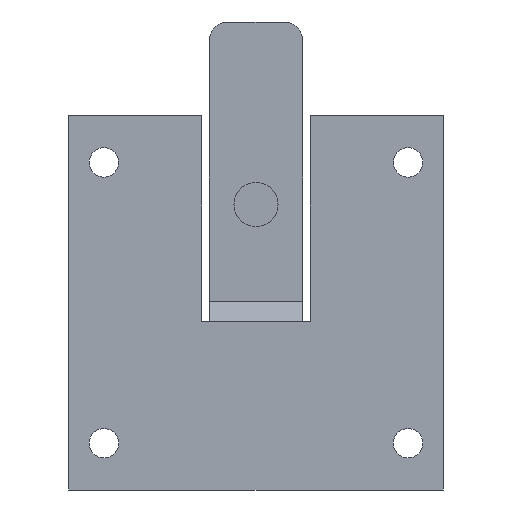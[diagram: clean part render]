
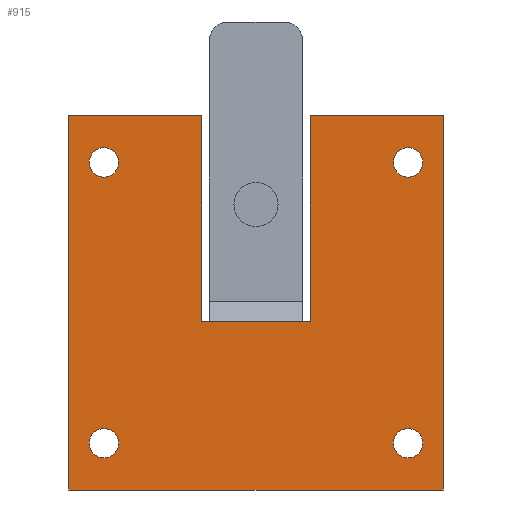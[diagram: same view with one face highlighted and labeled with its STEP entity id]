
A CAD part, front view. The second image highlights one B-rep face of the part: STEP entity #915.
In plain terms, the highlighted planar face has unit normal (0, -1, 0).
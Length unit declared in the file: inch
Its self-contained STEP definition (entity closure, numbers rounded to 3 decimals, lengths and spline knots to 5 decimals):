
#5 = VECTOR ( 'NONE', #226, 39.37008 ) ;
#9 = LINE ( 'NONE', #383, #1142 ) ;
#10 = ORIENTED_EDGE ( 'NONE', *, *, #775, .T. ) ;
#40 = DIRECTION ( 'NONE',  ( 0., 0., -1. ) ) ;
#42 = LINE ( 'NONE', #411, #5 ) ;
#44 = CARTESIAN_POINT ( 'NONE',  ( 0.8125, -0.2, 0.67126 ) ) ;
#55 = CARTESIAN_POINT ( 'NONE',  ( 1., -0.2, 1. ) ) ;
#57 = AXIS2_PLACEMENT_3D ( 'NONE', #710, #539, #604 ) ;
#65 = CARTESIAN_POINT ( 'NONE',  ( 0., -0.2, 0. ) ) ;
#83 = AXIS2_PLACEMENT_3D ( 'NONE', #986, #536, #527 ) ;
#85 = ORIENTED_EDGE ( 'NONE', *, *, #793, .F. ) ;
#96 = CARTESIAN_POINT ( 'NONE',  ( -0.8125, -0.2, -0.82874 ) ) ;
#97 = AXIS2_PLACEMENT_3D ( 'NONE', #1082, #1155, #351 ) ;
#99 = EDGE_LOOP ( 'NONE', ( #388, #703 ) ) ;
#103 = CARTESIAN_POINT ( 'NONE',  ( 0.28937, -0.2, 1. ) ) ;
#135 = DIRECTION ( 'NONE',  ( 0., -1., 0. ) ) ;
#140 = AXIS2_PLACEMENT_3D ( 'NONE', #1017, #1001, #914 ) ;
#153 = VERTEX_POINT ( 'NONE', #243 ) ;
#164 = CARTESIAN_POINT ( 'NONE',  ( 0.8125, -0.2, 0.82874 ) ) ;
#166 = VERTEX_POINT ( 'NONE', #1030 ) ;
#168 = VERTEX_POINT ( 'NONE', #860 ) ;
#179 = EDGE_CURVE ( 'NONE', #810, #709, #540, .T. ) ;
#181 = VERTEX_POINT ( 'NONE', #55 ) ;
#184 = ORIENTED_EDGE ( 'NONE', *, *, #898, .T. ) ;
#189 = EDGE_LOOP ( 'NONE', ( #848, #405, #1012, #389, #184, #319, #10, #1164 ) ) ;
#198 = CIRCLE ( 'NONE', #97, 0.07874 ) ;
#226 = DIRECTION ( 'NONE',  ( -1., 0., 0. ) ) ;
#243 = CARTESIAN_POINT ( 'NONE',  ( 1., -0.2, -1. ) ) ;
#256 = FACE_OUTER_BOUND ( 'NONE', #189, .T. ) ;
#272 = VECTOR ( 'NONE', #282, 39.37008 ) ;
#273 = VECTOR ( 'NONE', #420, 39.37008 ) ;
#282 = DIRECTION ( 'NONE',  ( 0., 0., 1. ) ) ;
#287 = VERTEX_POINT ( 'NONE', #535 ) ;
#294 = ORIENTED_EDGE ( 'NONE', *, *, #1047, .F. ) ;
#312 = EDGE_CURVE ( 'NONE', #749, #626, #198, .T. ) ;
#319 = ORIENTED_EDGE ( 'NONE', *, *, #968, .T. ) ;
#323 = FACE_BOUND ( 'NONE', #453, .T. ) ;
#324 = VERTEX_POINT ( 'NONE', #1008 ) ;
#329 = DIRECTION ( 'NONE',  ( 0., 1., 0. ) ) ;
#337 = EDGE_CURVE ( 'NONE', #672, #560, #863, .T. ) ;
#342 = EDGE_LOOP ( 'NONE', ( #771, #85 ) ) ;
#351 = DIRECTION ( 'NONE',  ( 0., 0., -1. ) ) ;
#353 = CIRCLE ( 'NONE', #507, 0.07874 ) ;
#354 = VECTOR ( 'NONE', #443, 39.37008 ) ;
#355 = LINE ( 'NONE', #602, #354 ) ;
#364 = CARTESIAN_POINT ( 'NONE',  ( 0.8125, -0.2, -0.82874 ) ) ;
#378 = LINE ( 'NONE', #839, #272 ) ;
#381 = EDGE_CURVE ( 'NONE', #287, #480, #378, .T. ) ;
#383 = CARTESIAN_POINT ( 'NONE',  ( 1., -0.2, -1. ) ) ;
#388 = ORIENTED_EDGE ( 'NONE', *, *, #835, .F. ) ;
#389 = ORIENTED_EDGE ( 'NONE', *, *, #496, .T. ) ;
#405 = ORIENTED_EDGE ( 'NONE', *, *, #816, .T. ) ;
#411 = CARTESIAN_POINT ( 'NONE',  ( 0.28937, -0.2, -0.1 ) ) ;
#418 = CARTESIAN_POINT ( 'NONE',  ( -0.28937, -0.2, 1. ) ) ;
#420 = DIRECTION ( 'NONE',  ( 0., 0., -1. ) ) ;
#439 = DIRECTION ( 'NONE',  ( 1., 0., 0. ) ) ;
#443 = DIRECTION ( 'NONE',  ( -1., 0., 0. ) ) ;
#453 = EDGE_LOOP ( 'NONE', ( #977, #294 ) ) ;
#480 = VERTEX_POINT ( 'NONE', #499 ) ;
#496 = EDGE_CURVE ( 'NONE', #480, #166, #595, .T. ) ;
#499 = CARTESIAN_POINT ( 'NONE',  ( -0.28937, -0.2, 1. ) ) ;
#501 = VECTOR ( 'NONE', #667, 39.37008 ) ;
#507 = AXIS2_PLACEMENT_3D ( 'NONE', #1016, #1110, #1011 ) ;
#525 = AXIS2_PLACEMENT_3D ( 'NONE', #880, #1036, #40 ) ;
#527 = DIRECTION ( 'NONE',  ( 0., 0., -1. ) ) ;
#535 = CARTESIAN_POINT ( 'NONE',  ( -0.28937, -0.2, -0.1 ) ) ;
#536 = DIRECTION ( 'NONE',  ( 0., -1., 0. ) ) ;
#539 = DIRECTION ( 'NONE',  ( 0., -1., 0. ) ) ;
#540 = CIRCLE ( 'NONE', #525, 0.07874 ) ;
#544 = EDGE_CURVE ( 'NONE', #626, #749, #748, .T. ) ;
#549 = ORIENTED_EDGE ( 'NONE', *, *, #312, .F. ) ;
#560 = VERTEX_POINT ( 'NONE', #44 ) ;
#591 = LINE ( 'NONE', #872, #273 ) ;
#595 = LINE ( 'NONE', #418, #501 ) ;
#602 = CARTESIAN_POINT ( 'NONE',  ( 1., -0.2, 1. ) ) ;
#604 = DIRECTION ( 'NONE',  ( 0., 0., -1. ) ) ;
#607 = AXIS2_PLACEMENT_3D ( 'NONE', #1053, #761, #766 ) ;
#626 = VERTEX_POINT ( 'NONE', #1058 ) ;
#638 = CARTESIAN_POINT ( 'NONE',  ( 0.28937, -0.2, 1. ) ) ;
#667 = DIRECTION ( 'NONE',  ( -1., 0., 0. ) ) ;
#672 = VERTEX_POINT ( 'NONE', #164 ) ;
#674 = CIRCLE ( 'NONE', #753, 0.07874 ) ;
#678 = FACE_BOUND ( 'NONE', #990, .T. ) ;
#699 = EDGE_CURVE ( 'NONE', #1042, #1062, #751, .T. ) ;
#703 = ORIENTED_EDGE ( 'NONE', *, *, #699, .F. ) ;
#709 = VERTEX_POINT ( 'NONE', #364 ) ;
#710 = CARTESIAN_POINT ( 'NONE',  ( -0.8125, -0.2, 0.75 ) ) ;
#715 = CARTESIAN_POINT ( 'NONE',  ( -0.8125, -0.2, 0.82874 ) ) ;
#730 = VECTOR ( 'NONE', #731, 39.37008 ) ;
#731 = DIRECTION ( 'NONE',  ( 0., 0., -1. ) ) ;
#741 = DIRECTION ( 'NONE',  ( 0., 0., 1. ) ) ;
#748 = CIRCLE ( 'NONE', #607, 0.07874 ) ;
#749 = VERTEX_POINT ( 'NONE', #96 ) ;
#751 = CIRCLE ( 'NONE', #57, 0.07874 ) ;
#753 = AXIS2_PLACEMENT_3D ( 'NONE', #851, #135, #864 ) ;
#761 = DIRECTION ( 'NONE',  ( 0., -1., 0. ) ) ;
#765 = VERTEX_POINT ( 'NONE', #103 ) ;
#766 = DIRECTION ( 'NONE',  ( 0., 0., -1. ) ) ;
#771 = ORIENTED_EDGE ( 'NONE', *, *, #179, .F. ) ;
#775 = EDGE_CURVE ( 'NONE', #153, #181, #9, .T. ) ;
#786 = DIRECTION ( 'NONE',  ( 1., 0., 0. ) ) ;
#793 = EDGE_CURVE ( 'NONE', #709, #810, #353, .T. ) ;
#810 = VERTEX_POINT ( 'NONE', #933 ) ;
#816 = EDGE_CURVE ( 'NONE', #324, #287, #42, .T. ) ;
#835 = EDGE_CURVE ( 'NONE', #1062, #1042, #674, .T. ) ;
#839 = CARTESIAN_POINT ( 'NONE',  ( -0.28937, -0.2, -0.1 ) ) ;
#848 = ORIENTED_EDGE ( 'NONE', *, *, #1119, .T. ) ;
#851 = CARTESIAN_POINT ( 'NONE',  ( -0.8125, -0.2, 0.75 ) ) ;
#858 = ORIENTED_EDGE ( 'NONE', *, *, #544, .F. ) ;
#860 = CARTESIAN_POINT ( 'NONE',  ( -1., -0.2, -1. ) ) ;
#863 = CIRCLE ( 'NONE', #140, 0.07874 ) ;
#864 = DIRECTION ( 'NONE',  ( 0., 0., -1. ) ) ;
#865 = VECTOR ( 'NONE', #786, 39.37008 ) ;
#872 = CARTESIAN_POINT ( 'NONE',  ( -1., -0.2, 1. ) ) ;
#880 = CARTESIAN_POINT ( 'NONE',  ( 0.8125, -0.2, -0.75 ) ) ;
#893 = CARTESIAN_POINT ( 'NONE',  ( -1., -0.2, -1. ) ) ;
#898 = EDGE_CURVE ( 'NONE', #166, #168, #591, .T. ) ;
#914 = DIRECTION ( 'NONE',  ( 0., 0., -1. ) ) ;
#915 = ADVANCED_FACE ( 'NONE', ( #947, #678, #1037, #323, #256 ), #1050, .F. ) ;
#924 = CIRCLE ( 'NONE', #83, 0.07874 ) ;
#933 = CARTESIAN_POINT ( 'NONE',  ( 0.8125, -0.2, -0.67126 ) ) ;
#947 = FACE_BOUND ( 'NONE', #99, .T. ) ;
#968 = EDGE_CURVE ( 'NONE', #168, #153, #1151, .T. ) ;
#975 = CARTESIAN_POINT ( 'NONE',  ( -0.8125, -0.2, 0.67126 ) ) ;
#977 = ORIENTED_EDGE ( 'NONE', *, *, #337, .F. ) ;
#985 = EDGE_CURVE ( 'NONE', #181, #765, #355, .T. ) ;
#986 = CARTESIAN_POINT ( 'NONE',  ( 0.8125, -0.2, 0.75 ) ) ;
#990 = EDGE_LOOP ( 'NONE', ( #858, #549 ) ) ;
#991 = LINE ( 'NONE', #638, #730 ) ;
#1001 = DIRECTION ( 'NONE',  ( 0., -1., 0. ) ) ;
#1008 = CARTESIAN_POINT ( 'NONE',  ( 0.28937, -0.2, -0.1 ) ) ;
#1011 = DIRECTION ( 'NONE',  ( 0., 0., -1. ) ) ;
#1012 = ORIENTED_EDGE ( 'NONE', *, *, #381, .T. ) ;
#1016 = CARTESIAN_POINT ( 'NONE',  ( 0.8125, -0.2, -0.75 ) ) ;
#1017 = CARTESIAN_POINT ( 'NONE',  ( 0.8125, -0.2, 0.75 ) ) ;
#1030 = CARTESIAN_POINT ( 'NONE',  ( -1., -0.2, 1. ) ) ;
#1036 = DIRECTION ( 'NONE',  ( 0., -1., 0. ) ) ;
#1037 = FACE_BOUND ( 'NONE', #342, .T. ) ;
#1042 = VERTEX_POINT ( 'NONE', #975 ) ;
#1047 = EDGE_CURVE ( 'NONE', #560, #672, #924, .T. ) ;
#1050 = PLANE ( 'NONE',  #1089 ) ;
#1053 = CARTESIAN_POINT ( 'NONE',  ( -0.8125, -0.2, -0.75 ) ) ;
#1058 = CARTESIAN_POINT ( 'NONE',  ( -0.8125, -0.2, -0.67126 ) ) ;
#1062 = VERTEX_POINT ( 'NONE', #715 ) ;
#1082 = CARTESIAN_POINT ( 'NONE',  ( -0.8125, -0.2, -0.75 ) ) ;
#1089 = AXIS2_PLACEMENT_3D ( 'NONE', #65, #329, #439 ) ;
#1110 = DIRECTION ( 'NONE',  ( 0., -1., 0. ) ) ;
#1119 = EDGE_CURVE ( 'NONE', #765, #324, #991, .T. ) ;
#1142 = VECTOR ( 'NONE', #741, 39.37008 ) ;
#1151 = LINE ( 'NONE', #893, #865 ) ;
#1155 = DIRECTION ( 'NONE',  ( 0., -1., 0. ) ) ;
#1164 = ORIENTED_EDGE ( 'NONE', *, *, #985, .T. ) ;
